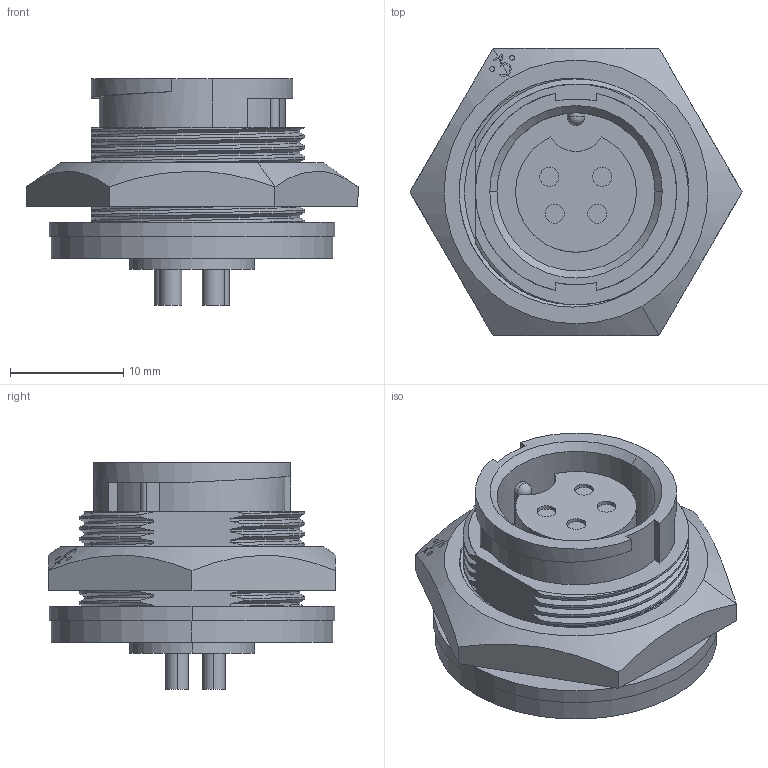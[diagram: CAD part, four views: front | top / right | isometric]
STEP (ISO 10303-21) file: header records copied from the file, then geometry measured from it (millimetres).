
FILE_DESCRIPTION (( 'STEP AP203' ), '1' );
FILE_NAME ('4280-4SG-300a.STEP', '2014-10-21T14:19:21', ( '' ), ( '' ), 'SwSTEP 2.0', 'SolidWorks 2014', '' );
FILE_SCHEMA (( 'CONFIG_CONTROL_DESIGN' ));
Length unit declared in the file: inch
Products named in the file (1): 4280-4SG-300a
Bounding box: 29.33 x 25.4 x 20.04 mm (x, y, z)
Volume: 5271.3 mm3; surface area: 4151 mm2
Topology: 2 solids, 2 shells, 313 faces, 847 edges, 562 vertices
Faces by surface type: plane 138, bspline 86, cylinder 74, cone 14, sphere 1
Entity records: 25240 total; most frequent: CARTESIAN_POINT 18247, ORIENTED_EDGE 1690, DIRECTION 1058, EDGE_CURVE 845, VERTEX_POINT 561, LINE 406, VECTOR 406, EDGE_LOOP 340
